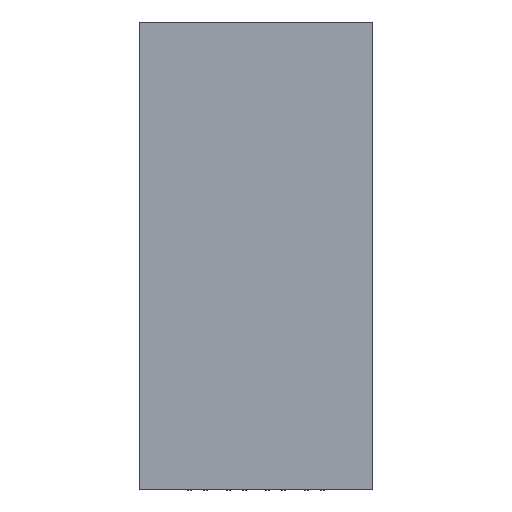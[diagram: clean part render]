
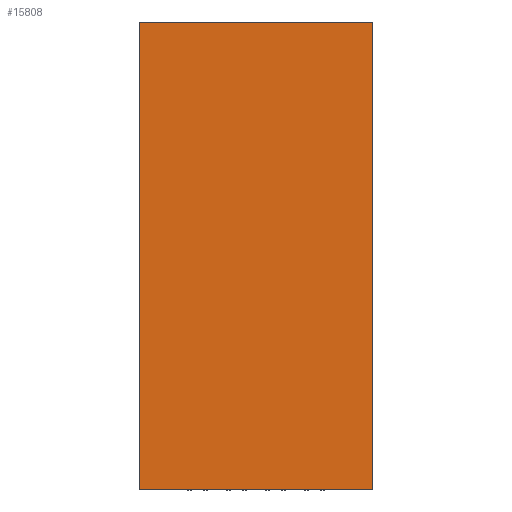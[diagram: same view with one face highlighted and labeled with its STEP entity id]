
A CAD part, top view. The second image highlights one B-rep face of the part: STEP entity #15808.
In plain terms, the highlighted face is planar.
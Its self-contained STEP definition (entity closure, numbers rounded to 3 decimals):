
#13772=DIRECTION('',(1.,0.,0.));
#13773=VECTOR('',#13772,3.);
#13774=CARTESIAN_POINT('',(-1.5,0.975,3.));
#13775=LINE('',#13774,#13773);
#13779=DIRECTION('',(0.,0.,1.));
#13780=VECTOR('',#13779,6.);
#13781=CARTESIAN_POINT('',(-1.5,0.975,-3.));
#13782=LINE('',#13781,#13780);
#13786=DIRECTION('',(-1.,0.,0.));
#13787=VECTOR('',#13786,3.);
#13788=CARTESIAN_POINT('',(1.5,0.975,-3.));
#13789=LINE('',#13788,#13787);
#13793=DIRECTION('',(0.,0.,-1.));
#13794=VECTOR('',#13793,6.);
#13795=CARTESIAN_POINT('',(1.5,0.975,3.));
#13796=LINE('',#13795,#13794);
#14486=CARTESIAN_POINT('',(-1.5,0.975,3.));
#14487=CARTESIAN_POINT('',(1.5,0.975,3.));
#14488=VERTEX_POINT('',#14486);
#14489=VERTEX_POINT('',#14487);
#14490=CARTESIAN_POINT('',(1.5,0.975,-3.));
#14491=VERTEX_POINT('',#14490);
#14492=CARTESIAN_POINT('',(-1.5,0.975,-3.));
#14493=VERTEX_POINT('',#14492);
#15795=CARTESIAN_POINT('',(0.,0.975,0.));
#15796=DIRECTION('',(0.,1.,0.));
#15797=DIRECTION('',(1.,0.,0.));
#15798=AXIS2_PLACEMENT_3D('',#15795,#15796,#15797);
#15799=PLANE('',#15798);
#15800=ORIENTED_EDGE('',*,*,#15716,.F.);
#15801=ORIENTED_EDGE('',*,*,#15312,.F.);
#15803=ORIENTED_EDGE('',*,*,#15802,.F.);
#15805=ORIENTED_EDGE('',*,*,#15804,.F.);
#15806=EDGE_LOOP('',(#15800,#15801,#15803,#15805));
#15807=FACE_OUTER_BOUND('',#15806,.F.);
#15808=ADVANCED_FACE('',(#15807),#15799,.T.);
#15312=EDGE_CURVE('',#14493,#14488,#13782,.T.);
#15716=EDGE_CURVE('',#14488,#14489,#13775,.T.);
#15802=EDGE_CURVE('',#14491,#14493,#13789,.T.);
#15804=EDGE_CURVE('',#14489,#14491,#13796,.T.);
